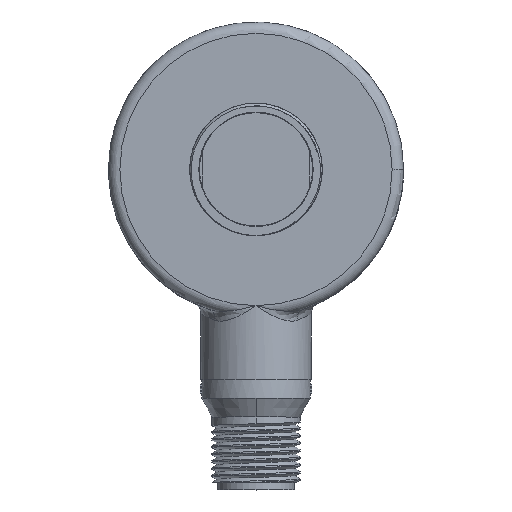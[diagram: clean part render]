
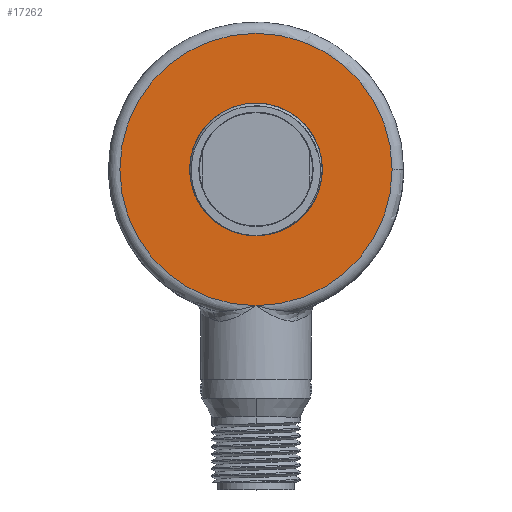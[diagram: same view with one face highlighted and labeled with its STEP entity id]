
A CAD part, top view. The second image highlights one B-rep face of the part: STEP entity #17262.
In plain terms, the highlighted planar face has unit normal (0, 0, 1).
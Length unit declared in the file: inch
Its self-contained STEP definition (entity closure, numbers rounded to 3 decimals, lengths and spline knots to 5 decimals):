
#2544=CARTESIAN_POINT('',(0.,1.122,0.295));
#2545=DIRECTION('',(0.,0.,1.));
#2546=DIRECTION('',(1.,0.,0.));
#2547=AXIS2_PLACEMENT_3D('',#2544,#2545,#2546);
#2549=CARTESIAN_POINT('',(0.,1.122,0.295));
#2550=DIRECTION('',(0.,0.,1.));
#2551=DIRECTION('',(0.,-1.,0.));
#2552=AXIS2_PLACEMENT_3D('',#2549,#2550,#2551);
#2564=CARTESIAN_POINT('',(0.,1.122,0.295));
#2565=DIRECTION('',(0.,0.,1.));
#2566=DIRECTION('',(0.,-1.,0.));
#2567=AXIS2_PLACEMENT_3D('',#2564,#2565,#2566);
#2569=CARTESIAN_POINT('',(0.,1.122,0.295));
#2570=DIRECTION('',(0.,0.,1.));
#2571=DIRECTION('',(0.,1.,0.));
#2572=AXIS2_PLACEMENT_3D('',#2569,#2570,#2571);
#13401=CARTESIAN_POINT('',(0.7275,1.122,0.295));
#13402=CARTESIAN_POINT('',(0.,0.3945,0.295));
#13403=VERTEX_POINT('',#13401);
#13404=VERTEX_POINT('',#13402);
#13581=CARTESIAN_POINT('',(0.,0.77075,0.295));
#13582=CARTESIAN_POINT('',(0.,1.47325,0.295));
#13583=VERTEX_POINT('',#13581);
#13584=VERTEX_POINT('',#13582);
#17247=CARTESIAN_POINT('',(0.,1.122,0.295));
#17248=DIRECTION('',(0.,0.,1.));
#17249=DIRECTION('',(1.,0.,0.));
#17250=AXIS2_PLACEMENT_3D('',#17247,#17248,#17249);
#17251=PLANE('',#17250);
#17252=ORIENTED_EDGE('',*,*,#17227,.F.);
#17253=ORIENTED_EDGE('',*,*,#17238,.F.);
#17254=EDGE_LOOP('',(#17252,#17253));
#17255=FACE_OUTER_BOUND('',#17254,.F.);
#17257=ORIENTED_EDGE('',*,*,#17256,.T.);
#17259=ORIENTED_EDGE('',*,*,#17258,.T.);
#17260=EDGE_LOOP('',(#17257,#17259));
#17261=FACE_BOUND('',#17260,.F.);
#17262=ADVANCED_FACE('',(#17255,#17261),#17251,.T.);
#2548=CIRCLE('',#2547,0.7275);
#2553=CIRCLE('',#2552,0.7275);
#2568=CIRCLE('',#2567,0.35125);
#2573=CIRCLE('',#2572,0.35125);
#17227=EDGE_CURVE('',#13403,#13404,#2548,.T.);
#17238=EDGE_CURVE('',#13404,#13403,#2553,.T.);
#17256=EDGE_CURVE('',#13583,#13584,#2568,.T.);
#17258=EDGE_CURVE('',#13584,#13583,#2573,.T.);
